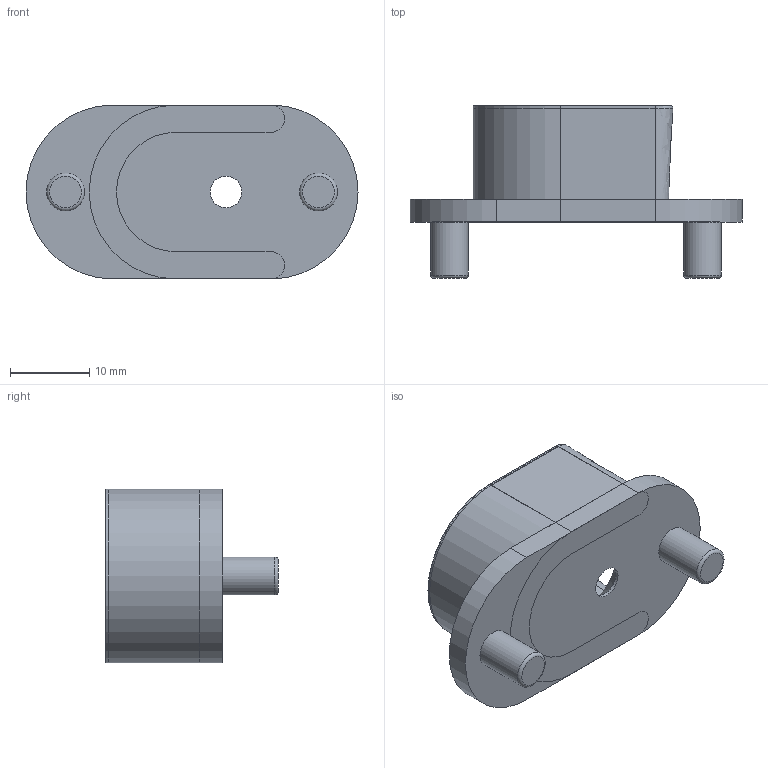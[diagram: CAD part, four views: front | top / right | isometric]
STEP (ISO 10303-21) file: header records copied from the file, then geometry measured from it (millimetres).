
FILE_DESCRIPTION(/* description */ (''),/* implementation_level */ '2;1');
FILE_NAME(/* name */ 'Haken_Kleiderschrank_v1.step',/* time_stamp */ '2025-03-29T15:30:37+01:00',/* author */ (''),/* organization */ (''),/* preprocessor_version */ 'ST-DEVELOPER v20.1',/* originating_system */ 'Autodesk Translation Framework v14.4.0.0',/* authorisation */ '');
FILE_SCHEMA (('AUTOMOTIVE_DESIGN { 1 0 10303 214 3 1 1 }'));
Length unit declared in the file: millimetre
Products named in the file (1): Haken_Kleiderschrank
Bounding box: 42 x 21.8 x 22 mm (x, y, z)
Volume: 7762.6 mm3; surface area: 6451.5 mm2
Topology: 4 solids, 4 shells, 52 faces, 122 edges, 80 vertices
Faces by surface type: plane 22, cylinder 16, bspline 10, torus 3, cone 1
Full cylindrical faces by diameter (mm): 4 x1, 4.8 x2
Entity records: 2059 total; most frequent: CARTESIAN_POINT 847, ORIENTED_EDGE 244, DIRECTION 234, EDGE_CURVE 122, AXIS2_PLACEMENT_3D 86, VERTEX_POINT 80, LINE 62, VECTOR 62
